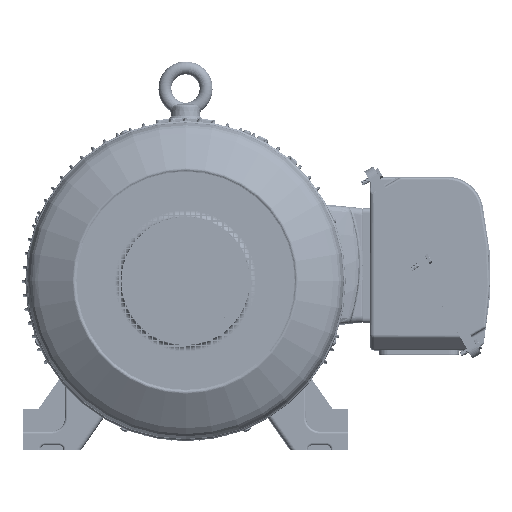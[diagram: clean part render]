
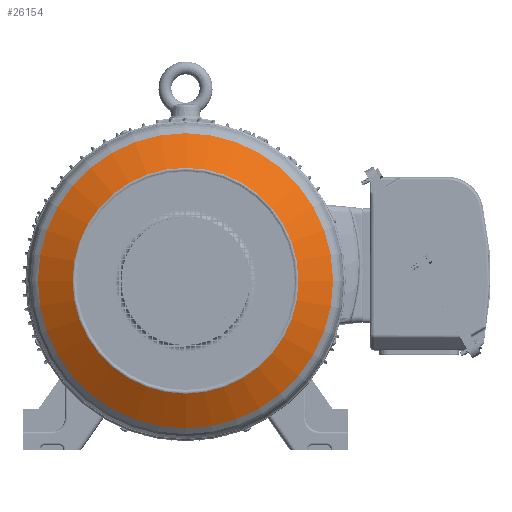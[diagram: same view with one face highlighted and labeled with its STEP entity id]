
A CAD part, top view. The second image highlights one B-rep face of the part: STEP entity #26154.
In plain terms, the highlighted conical face has half-angle 60 degrees and reference radius 246.584 mm.
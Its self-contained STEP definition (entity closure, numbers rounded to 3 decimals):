
#7085=CONICAL_SURFACE('',#201376,246.584,60.);
#12628=FACE_BOUND('',#50552,.T.);
#12629=FACE_BOUND('',#50553,.T.);
#16647=CIRCLE('',#201371,246.584);
#16649=CIRCLE('',#201375,322.207);
#26154=ADVANCED_FACE('',(#12628,#12629),#7085,.T.);
#50552=EDGE_LOOP('',(#114166));
#50553=EDGE_LOOP('',(#114167));
#114166=ORIENTED_EDGE('',*,*,#174983,.F.);
#114167=ORIENTED_EDGE('',*,*,#174981,.T.);
#150255=VERTEX_POINT('',#356218);
#150257=VERTEX_POINT('',#356224);
#174981=EDGE_CURVE('',#150255,#150255,#16647,.T.);
#174983=EDGE_CURVE('',#150257,#150257,#16649,.T.);
#201371=AXIS2_PLACEMENT_3D('',#356217,#235307,#235308);
#201375=AXIS2_PLACEMENT_3D('',#356223,#235315,#235316);
#201376=AXIS2_PLACEMENT_3D('',#356225,#235317,#235318);
#235307=DIRECTION('',(0.,0.,-1.));
#235308=DIRECTION('',(-1.,0.,0.));
#235315=DIRECTION('',(0.,0.,-1.));
#235316=DIRECTION('',(-1.,0.,0.));
#235317=DIRECTION('',(0.,0.,-1.));
#235318=DIRECTION('',(-1.,0.,0.));
#356217=CARTESIAN_POINT('',(0.,0.,829.911));
#356218=CARTESIAN_POINT('',(-246.584,0.,829.911));
#356223=CARTESIAN_POINT('',(0.,0.,786.25));
#356224=CARTESIAN_POINT('',(-322.207,0.,786.25));
#356225=CARTESIAN_POINT('',(0.,0.,829.911));
